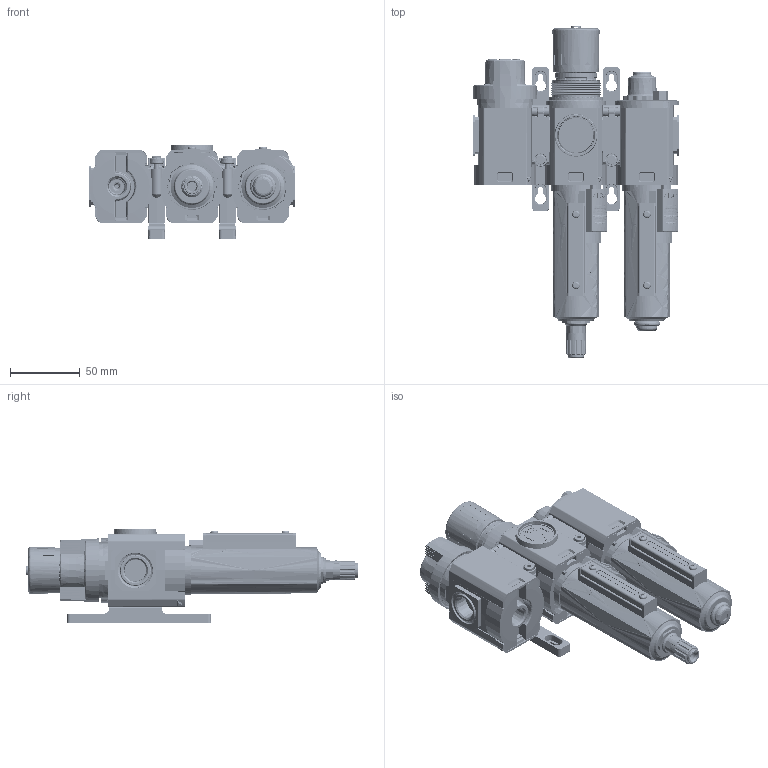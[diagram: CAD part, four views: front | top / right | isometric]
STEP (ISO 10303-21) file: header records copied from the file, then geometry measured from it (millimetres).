
FILE_DESCRIPTION (( 'STEP AP203' ), '1' );
FILE_NAME ('BL82-351A.step', '2021-09-07T18:04:08', ( '' ), ( '' ), 'SwSTEP 2.0', 'SolidWorks 2021', '' );
FILE_SCHEMA (( 'CONFIG_CONTROL_DESIGN' ));
Products named in the file (1): BL82-351A
Bounding box: 148.3 x 238.23 x 67.97 mm (x, y, z)
Volume: 612361 mm3; surface area: 211428.8 mm2
Topology: 20 solids, 20 shells, 5469 faces, 14972 edges, 9792 vertices
Faces by surface type: plane 2304, cylinder 2204, bspline 493, cone 440, torus 28
Entity records: 194329 total; most frequent: CARTESIAN_POINT 59355, ORIENTED_EDGE 29944, DIRECTION 26646, EDGE_CURVE 14972, VERTEX_POINT 9792, AXIS2_PLACEMENT_3D 9558, VECTOR 7530, LINE 7530
